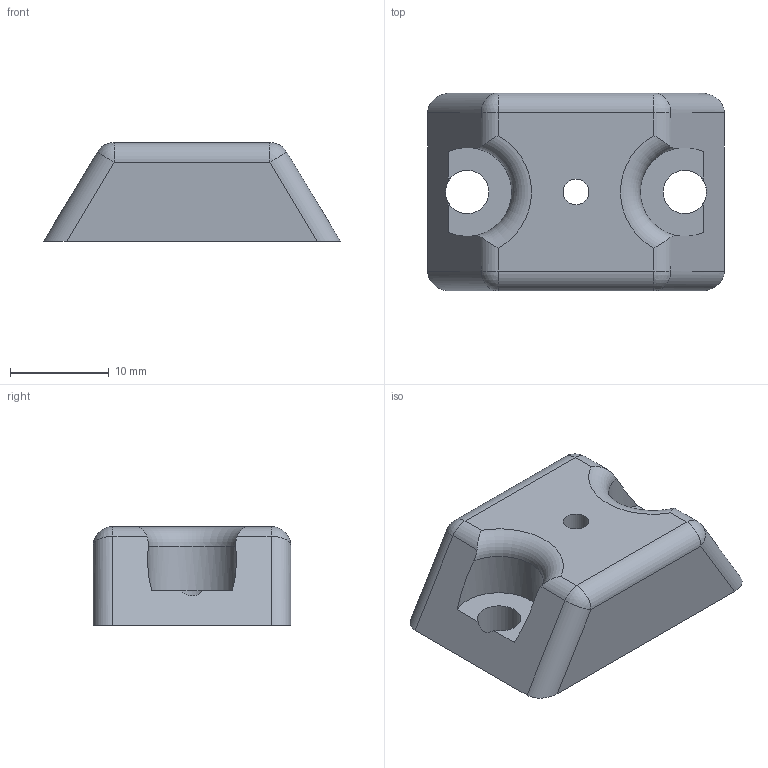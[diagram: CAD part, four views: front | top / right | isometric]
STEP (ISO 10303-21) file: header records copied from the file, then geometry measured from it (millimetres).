
FILE_DESCRIPTION(('FreeCAD Model'),'2;1');
FILE_NAME('y-endstop-adj-x1.step','2019-09-19T12:26:05',( 'Author'),(''),'Open CASCADE STEP processor 7.3','FreeCAD','Unknown' );
FILE_SCHEMA(('AUTOMOTIVE_DESIGN { 1 0 10303 214 1 1 1 1 }'));
Length unit declared in the file: millimetre
Products named in the file (1): Fillet
Bounding box: 30 x 20 x 10 mm (x, y, z)
Volume: 4140.6 mm3; surface area: 2029.6 mm2
Topology: 1 solids, 1 shells, 29 faces, 79 edges, 46 vertices
Faces by surface type: cylinder 15, plane 8, sphere 4, torus 2
Full cylindrical faces by diameter (mm): 2.6 x1, 4.4 x2
Entity records: 2450 total; most frequent: CARTESIAN_POINT 979, DIRECTION 262, ORIENTED_EDGE 150, PCURVE 150, DEFINITIONAL_REPRESENTATION 150, LINE 115, VECTOR 115, EDGE_CURVE 75
